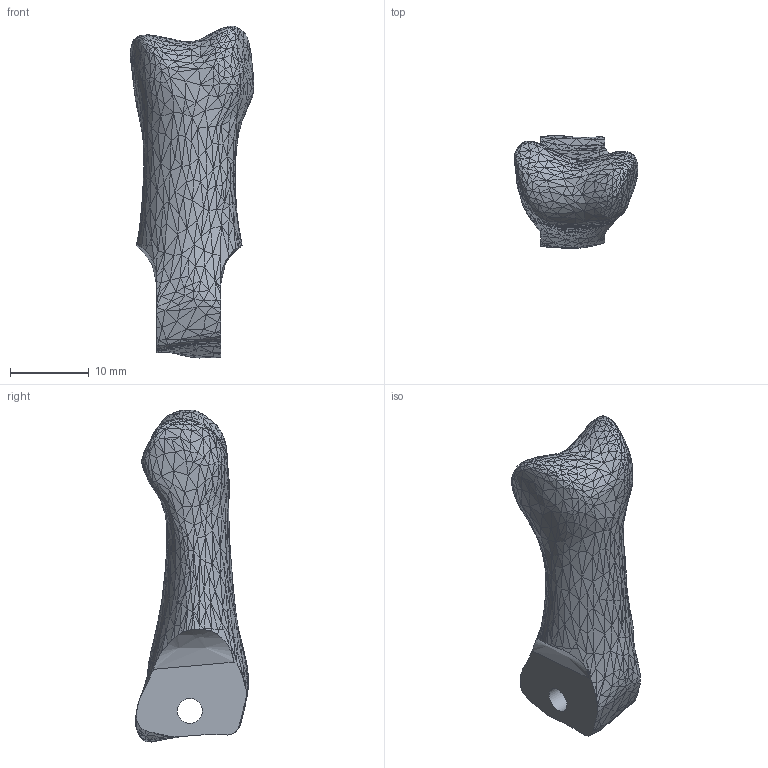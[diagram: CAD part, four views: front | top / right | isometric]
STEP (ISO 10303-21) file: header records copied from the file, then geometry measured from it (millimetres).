
FILE_DESCRIPTION(/* description */ (''),/* implementation_level */ '2;1');
FILE_NAME(/* name */ 'Pouce_PP.step',/* time_stamp */ '2023-04-15T09:35:45-04:00',/* author */ (''),/* organization */ (''),/* preprocessor_version */ 'ST-DEVELOPER v19.2',/* originating_system */ 'Autodesk Translation Framework v12.4.0.73',/* authorisation */ '');
FILE_SCHEMA (('AUTOMOTIVE_DESIGN { 1 0 10303 214 3 1 1 }'));
Length unit declared in the file: millimetre
Products named in the file (1): ThumbPP
Bounding box: 15.68 x 14.32 x 42.03 mm (x, y, z)
Volume: 3707.5 mm3; surface area: 1768.2 mm2
Topology: 1 solids, 1 shells, 1662 faces, 2623 edges, 963 vertices
Faces by surface type: plane 1659, bspline 2, cylinder 1
Full cylindrical faces by diameter (mm): 3.175 x1
Entity records: 33779 total; most frequent: DIRECTION 5903, CARTESIAN_POINT 5485, ORIENTED_EDGE 5246, EDGE_CURVE 2623, LINE 2577, VECTOR 2577, EDGE_LOOP 1664, AXIS2_PLACEMENT_3D 1663
